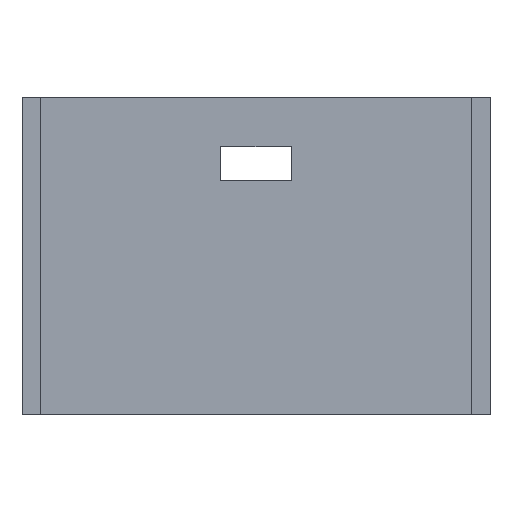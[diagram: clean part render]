
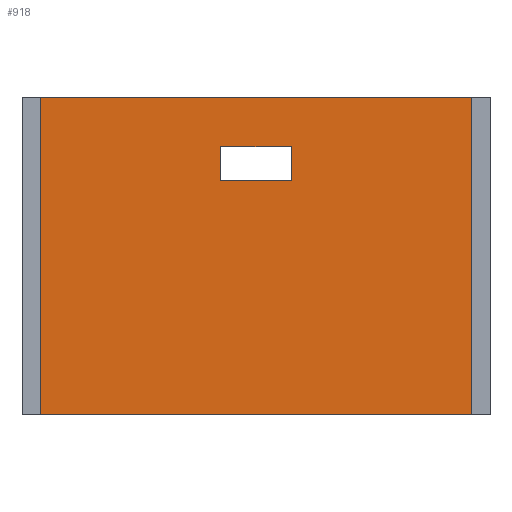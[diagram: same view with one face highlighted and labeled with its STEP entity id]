
A CAD part, left-side view. The second image highlights one B-rep face of the part: STEP entity #918.
In plain terms, the highlighted planar face has unit normal (-1, 0, 0).
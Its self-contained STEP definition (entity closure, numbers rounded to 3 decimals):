
#35 = VECTOR ( 'NONE', #581, 1000. ) ;
#41 = EDGE_LOOP ( 'NONE', ( #1075, #219, #200, #99 ) ) ;
#57 = ORIENTED_EDGE ( 'NONE', *, *, #1216, .T. ) ;
#67 = LINE ( 'NONE', #578, #1253 ) ;
#81 = VECTOR ( 'NONE', #585, 1000. ) ;
#99 = ORIENTED_EDGE ( 'NONE', *, *, #1222, .F. ) ;
#150 = VECTOR ( 'NONE', #584, 1000. ) ;
#186 = LINE ( 'NONE', #593, #35 ) ;
#200 = ORIENTED_EDGE ( 'NONE', *, *, #1221, .T. ) ;
#211 = VECTOR ( 'NONE', #591, 1000. ) ;
#219 = ORIENTED_EDGE ( 'NONE', *, *, #1220, .T. ) ;
#249 = LINE ( 'NONE', #590, #150 ) ;
#279 = VECTOR ( 'NONE', #595, 1000. ) ;
#332 = FACE_BOUND ( 'NONE', #41, .T. ) ;
#349 = LINE ( 'NONE', #596, #81 ) ;
#365 = FACE_OUTER_BOUND ( 'NONE', #442, .T. ) ;
#390 = VECTOR ( 'NONE', #616, 1000. ) ;
#401 = VERTEX_POINT ( 'NONE', #1315 ) ;
#438 = LINE ( 'NONE', #600, #279 ) ;
#442 = EDGE_LOOP ( 'NONE', ( #501, #1039, #1376, #57 ) ) ;
#445 = VERTEX_POINT ( 'NONE', #1327 ) ;
#475 = VECTOR ( 'NONE', #601, 1000. ) ;
#501 = ORIENTED_EDGE ( 'NONE', *, *, #1211, .T. ) ;
#567 = VERTEX_POINT ( 'NONE', #1314 ) ;
#574 = DIRECTION ( 'NONE',  ( 0., 0., 1. ) ) ;
#578 = CARTESIAN_POINT ( 'NONE',  ( 0., -2.9, 19.2 ) ) ;
#581 = DIRECTION ( 'NONE',  ( 0., -1., 0. ) ) ;
#584 = DIRECTION ( 'NONE',  ( 0., -1., 0. ) ) ;
#585 = DIRECTION ( 'NONE',  ( 0., 0., 1. ) ) ;
#588 = LINE ( 'NONE', #597, #211 ) ;
#590 = CARTESIAN_POINT ( 'NONE',  ( 0., 2.9, 19.2 ) ) ;
#591 = DIRECTION ( 'NONE',  ( 0., 0., -1. ) ) ;
#593 = CARTESIAN_POINT ( 'NONE',  ( 0., 2.9, 22. ) ) ;
#595 = DIRECTION ( 'NONE',  ( 0., -1., 0. ) ) ;
#596 = CARTESIAN_POINT ( 'NONE',  ( 0., 2.9, 19.2 ) ) ;
#597 = CARTESIAN_POINT ( 'NONE',  ( 0., 17.75, 26. ) ) ;
#600 = CARTESIAN_POINT ( 'NONE',  ( 0., 17.75, 26. ) ) ;
#601 = DIRECTION ( 'NONE',  ( 0., -1., 0. ) ) ;
#605 = CARTESIAN_POINT ( 'NONE',  ( 0., -17.75, 26. ) ) ;
#615 = CARTESIAN_POINT ( 'NONE',  ( 0., 17.75, 0. ) ) ;
#616 = DIRECTION ( 'NONE',  ( 0., 0., -1. ) ) ;
#716 = VERTEX_POINT ( 'NONE', #1250 ) ;
#736 = VERTEX_POINT ( 'NONE', #1277 ) ;
#741 = VERTEX_POINT ( 'NONE', #1246 ) ;
#750 = LINE ( 'NONE', #605, #390 ) ;
#918 = ADVANCED_FACE ( 'NONE', ( #365, #332 ), #1219, .F. ) ;
#929 = VERTEX_POINT ( 'NONE', #1164 ) ;
#979 = VERTEX_POINT ( 'NONE', #1060 ) ;
#1039 = ORIENTED_EDGE ( 'NONE', *, *, #1214, .F. ) ;
#1060 = CARTESIAN_POINT ( 'NONE',  ( 0., -17.75, 0. ) ) ;
#1075 = ORIENTED_EDGE ( 'NONE', *, *, #1217, .F. ) ;
#1129 = AXIS2_PLACEMENT_3D ( 'NONE', #1209, #1194, #1193 ) ;
#1164 = CARTESIAN_POINT ( 'NONE',  ( 0., -2.9, 22. ) ) ;
#1193 = DIRECTION ( 'NONE',  ( 0., 1., 0. ) ) ;
#1194 = DIRECTION ( 'NONE',  ( 1., 0., 0. ) ) ;
#1209 = CARTESIAN_POINT ( 'NONE',  ( 0., 17.75, 26. ) ) ;
#1211 = EDGE_CURVE ( 'NONE', #445, #979, #1245, .T. ) ;
#1214 = EDGE_CURVE ( 'NONE', #716, #979, #750, .T. ) ;
#1215 = EDGE_CURVE ( 'NONE', #741, #716, #438, .T. ) ;
#1216 = EDGE_CURVE ( 'NONE', #741, #445, #588, .T. ) ;
#1217 = EDGE_CURVE ( 'NONE', #401, #567, #249, .T. ) ;
#1219 = PLANE ( 'NONE',  #1129 ) ;
#1220 = EDGE_CURVE ( 'NONE', #401, #736, #349, .T. ) ;
#1221 = EDGE_CURVE ( 'NONE', #736, #929, #186, .T. ) ;
#1222 = EDGE_CURVE ( 'NONE', #567, #929, #67, .T. ) ;
#1245 = LINE ( 'NONE', #615, #475 ) ;
#1246 = CARTESIAN_POINT ( 'NONE',  ( 0., 17.75, 26. ) ) ;
#1250 = CARTESIAN_POINT ( 'NONE',  ( 0., -17.75, 26. ) ) ;
#1253 = VECTOR ( 'NONE', #574, 1000. ) ;
#1277 = CARTESIAN_POINT ( 'NONE',  ( 0., 2.9, 22. ) ) ;
#1314 = CARTESIAN_POINT ( 'NONE',  ( 0., -2.9, 19.2 ) ) ;
#1315 = CARTESIAN_POINT ( 'NONE',  ( 0., 2.9, 19.2 ) ) ;
#1327 = CARTESIAN_POINT ( 'NONE',  ( 0., 17.75, 0. ) ) ;
#1376 = ORIENTED_EDGE ( 'NONE', *, *, #1215, .F. ) ;
